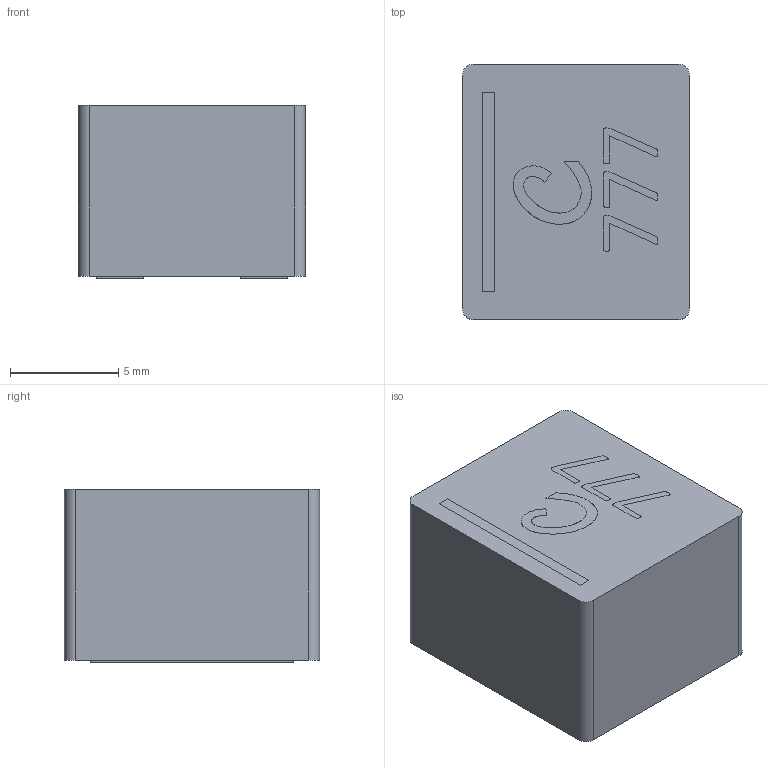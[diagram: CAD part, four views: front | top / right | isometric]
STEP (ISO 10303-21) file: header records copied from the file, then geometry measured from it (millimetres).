
FILE_DESCRIPTION(('FreeCAD Model'),'2;1');
FILE_NAME('Open CASCADE Shape Model','2024-11-16T13:30:25',(''),(''), 'Open CASCADE STEP processor 7.6','FreeCAD','Unknown');
FILE_SCHEMA(('AUTOMOTIVE_DESIGN { 1 0 10303 214 1 1 1 1 }'));
Length unit declared in the file: millimetre
Products named in the file (2): Fusion007; Fusion006
Bounding box: 10.5 x 11.8 x 8 mm (x, y, z)
Surface area: 597.6 mm2 (no closed solid volume)
Topology: 0 solids, 31 shells, 31 faces, 210 edges, 210 vertices
Faces by surface type: plane 27, cylinder 4
Entity records: 3064 total; most frequent: CARTESIAN_POINT 1295, DIRECTION 236, ORIENTED_EDGE 210, EDGE_CURVE 210, VERTEX_POINT 210, LINE 140, VECTOR 140, B_SPLINE_CURVE_WITH_KNOTS 54
